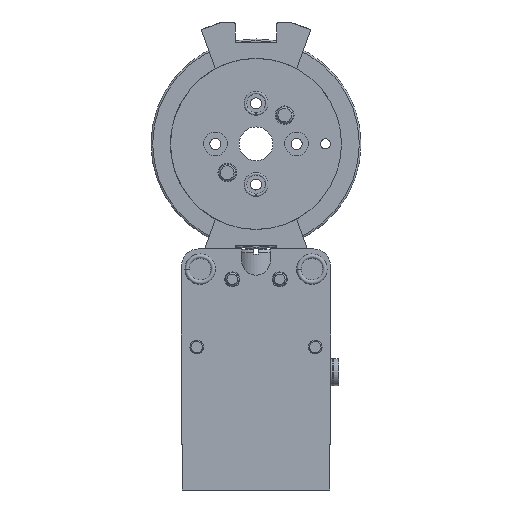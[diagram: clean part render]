
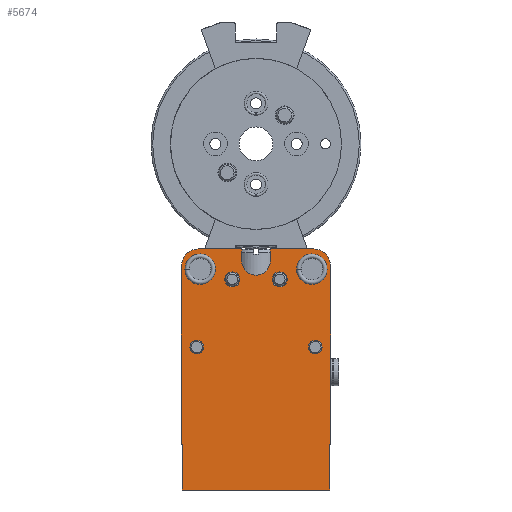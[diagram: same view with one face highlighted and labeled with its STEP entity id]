
A CAD part, front view. The second image highlights one B-rep face of the part: STEP entity #5674.
In plain terms, the highlighted planar face has unit normal (0, -1, 0).
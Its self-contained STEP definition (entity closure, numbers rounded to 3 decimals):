
#251=PLANE('',#6317);
#594=CIRCLE('',#6318,2.);
#595=CIRCLE('',#6319,2.);
#596=CIRCLE('',#6320,4.5);
#597=CIRCLE('',#6321,4.5);
#598=CIRCLE('',#6322,2.2);
#599=CIRCLE('',#6323,2.2);
#600=CIRCLE('',#6324,4.25);
#601=CIRCLE('',#6325,5.);
#602=CIRCLE('',#6326,5.);
#1454=ORIENTED_EDGE('',*,*,#2618,.T.);
#1455=ORIENTED_EDGE('',*,*,#2619,.F.);
#1456=ORIENTED_EDGE('',*,*,#2620,.T.);
#1457=ORIENTED_EDGE('',*,*,#2621,.F.);
#1458=ORIENTED_EDGE('',*,*,#2622,.T.);
#1459=ORIENTED_EDGE('',*,*,#2623,.F.);
#1460=ORIENTED_EDGE('',*,*,#2624,.T.);
#1461=ORIENTED_EDGE('',*,*,#2625,.T.);
#1462=ORIENTED_EDGE('',*,*,#2610,.F.);
#1463=ORIENTED_EDGE('',*,*,#2626,.F.);
#1464=ORIENTED_EDGE('',*,*,#2627,.F.);
#1465=ORIENTED_EDGE('',*,*,#2628,.T.);
#1466=ORIENTED_EDGE('',*,*,#2629,.F.);
#1467=ORIENTED_EDGE('',*,*,#2604,.T.);
#1468=ORIENTED_EDGE('',*,*,#2630,.T.);
#1469=ORIENTED_EDGE('',*,*,#2631,.T.);
#1470=ORIENTED_EDGE('',*,*,#2632,.T.);
#1471=ORIENTED_EDGE('',*,*,#2633,.F.);
#1472=ORIENTED_EDGE('',*,*,#2616,.F.);
#1473=ORIENTED_EDGE('',*,*,#2634,.T.);
#2604=EDGE_CURVE('',#3264,#3263,#3708,.T.);
#2610=EDGE_CURVE('',#3269,#3270,#3710,.T.);
#2616=EDGE_CURVE('',#3275,#3276,#3716,.T.);
#2618=EDGE_CURVE('',#3277,#3277,#594,.T.);
#2619=EDGE_CURVE('',#3278,#3278,#595,.T.);
#2620=EDGE_CURVE('',#3279,#3279,#596,.T.);
#2621=EDGE_CURVE('',#3280,#3280,#597,.T.);
#2622=EDGE_CURVE('',#3281,#3281,#598,.T.);
#2623=EDGE_CURVE('',#3282,#3282,#599,.T.);
#2624=EDGE_CURVE('',#3283,#3284,#600,.T.);
#2625=EDGE_CURVE('',#3284,#3270,#3718,.T.);
#2626=EDGE_CURVE('',#3285,#3269,#601,.T.);
#2627=EDGE_CURVE('',#3286,#3285,#3719,.T.);
#2628=EDGE_CURVE('',#3286,#3287,#3720,.T.);
#2629=EDGE_CURVE('',#3264,#3287,#3721,.T.);
#2630=EDGE_CURVE('',#3263,#3288,#3722,.T.);
#2631=EDGE_CURVE('',#3288,#3289,#3723,.T.);
#2632=EDGE_CURVE('',#3289,#3290,#3724,.T.);
#2633=EDGE_CURVE('',#3276,#3290,#602,.T.);
#2634=EDGE_CURVE('',#3275,#3283,#3725,.T.);
#3263=VERTEX_POINT('',#9441);
#3264=VERTEX_POINT('',#9443);
#3269=VERTEX_POINT('',#9455);
#3270=VERTEX_POINT('',#9456);
#3275=VERTEX_POINT('',#9467);
#3276=VERTEX_POINT('',#9469);
#3277=VERTEX_POINT('',#9473);
#3278=VERTEX_POINT('',#9475);
#3279=VERTEX_POINT('',#9477);
#3280=VERTEX_POINT('',#9479);
#3281=VERTEX_POINT('',#9481);
#3282=VERTEX_POINT('',#9483);
#3283=VERTEX_POINT('',#9485);
#3284=VERTEX_POINT('',#9486);
#3285=VERTEX_POINT('',#9489);
#3286=VERTEX_POINT('',#9491);
#3287=VERTEX_POINT('',#9493);
#3288=VERTEX_POINT('',#9496);
#3289=VERTEX_POINT('',#9498);
#3290=VERTEX_POINT('',#9500);
#3708=LINE('',#9442,#4103);
#3710=LINE('',#9454,#4105);
#3716=LINE('',#9468,#4111);
#3718=LINE('',#9487,#4113);
#3719=LINE('',#9490,#4114);
#3720=LINE('',#9492,#4115);
#3721=LINE('',#9494,#4116);
#3722=LINE('',#9495,#4117);
#3723=LINE('',#9497,#4118);
#3724=LINE('',#9499,#4119);
#3725=LINE('',#9502,#4120);
#4103=VECTOR('',#7521,1000.);
#4105=VECTOR('',#7533,1000.);
#4111=VECTOR('',#7541,1000.);
#4113=VECTOR('',#7559,1000.);
#4114=VECTOR('',#7562,1000.);
#4115=VECTOR('',#7563,1000.);
#4116=VECTOR('',#7564,1000.);
#4117=VECTOR('',#7565,1000.);
#4118=VECTOR('',#7566,1000.);
#4119=VECTOR('',#7567,1000.);
#4120=VECTOR('',#7570,1000.);
#4575=EDGE_LOOP('',(#1454));
#4576=EDGE_LOOP('',(#1455));
#4577=EDGE_LOOP('',(#1456));
#4578=EDGE_LOOP('',(#1457));
#4579=EDGE_LOOP('',(#1458));
#4580=EDGE_LOOP('',(#1459));
#4581=EDGE_LOOP('',(#1460,#1461,#1462,#1463,#1464,#1465,#1466,#1467,#1468,
#1469,#1470,#1471,#1472,#1473));
#5110=FACE_BOUND('',#4575,.T.);
#5111=FACE_BOUND('',#4576,.T.);
#5112=FACE_BOUND('',#4577,.T.);
#5113=FACE_BOUND('',#4578,.T.);
#5114=FACE_BOUND('',#4579,.T.);
#5115=FACE_BOUND('',#4580,.T.);
#5116=FACE_BOUND('',#4581,.T.);
#5674=ADVANCED_FACE('',(#5110,#5111,#5112,#5113,#5114,#5115,#5116),#251,
 .T.);
#6317=AXIS2_PLACEMENT_3D('',#9471,#7543,#7544);
#6318=AXIS2_PLACEMENT_3D('',#9472,#7545,#7546);
#6319=AXIS2_PLACEMENT_3D('',#9474,#7547,#7548);
#6320=AXIS2_PLACEMENT_3D('',#9476,#7549,#7550);
#6321=AXIS2_PLACEMENT_3D('',#9478,#7551,#7552);
#6322=AXIS2_PLACEMENT_3D('',#9480,#7553,#7554);
#6323=AXIS2_PLACEMENT_3D('',#9482,#7555,#7556);
#6324=AXIS2_PLACEMENT_3D('',#9484,#7557,#7558);
#6325=AXIS2_PLACEMENT_3D('',#9488,#7560,#7561);
#6326=AXIS2_PLACEMENT_3D('',#9501,#7568,#7569);
#7521=DIRECTION('',(1.,0.,0.));
#7533=DIRECTION('',(1.,0.,0.));
#7541=DIRECTION('',(1.,0.,0.));
#7543=DIRECTION('',(0.,-1.,0.));
#7544=DIRECTION('',(0.,0.,-1.));
#7545=DIRECTION('',(0.,1.,0.));
#7546=DIRECTION('',(0.,0.,1.));
#7547=DIRECTION('',(0.,-1.,0.));
#7548=DIRECTION('',(0.,0.,-1.));
#7549=DIRECTION('',(0.,1.,0.));
#7550=DIRECTION('',(0.,0.,1.));
#7551=DIRECTION('',(0.,-1.,0.));
#7552=DIRECTION('',(0.,0.,-1.));
#7553=DIRECTION('',(0.,1.,0.));
#7554=DIRECTION('',(0.,0.,1.));
#7555=DIRECTION('',(0.,-1.,0.));
#7556=DIRECTION('',(0.,0.,-1.));
#7557=DIRECTION('',(0.,1.,0.));
#7558=DIRECTION('',(1.,0.,0.));
#7559=DIRECTION('',(0.,0.,1.));
#7560=DIRECTION('',(0.,1.,0.));
#7561=DIRECTION('',(1.,0.,0.));
#7562=DIRECTION('',(0.,0.,1.));
#7563=DIRECTION('',(1.,0.,0.));
#7564=DIRECTION('',(0.,0.,1.));
#7565=DIRECTION('',(0.,0.,1.));
#7566=DIRECTION('',(1.,0.,0.));
#7567=DIRECTION('',(0.,0.,1.));
#7568=DIRECTION('',(0.,1.,0.));
#7569=DIRECTION('',(1.,0.,0.));
#7570=DIRECTION('',(0.,0.,-1.));
#9441=CARTESIAN_POINT('',(21.8,0.,-71.2));
#9442=CARTESIAN_POINT('',(-21.8,0.,-71.2));
#9443=CARTESIAN_POINT('',(-21.8,0.,-71.2));
#9454=CARTESIAN_POINT('',(-22.,0.,0.));
#9455=CARTESIAN_POINT('',(-17.,0.,0.));
#9456=CARTESIAN_POINT('',(-4.25,0.,0.));
#9467=CARTESIAN_POINT('',(4.25,0.,0.));
#9468=CARTESIAN_POINT('',(-22.,0.,0.));
#9469=CARTESIAN_POINT('',(17.,0.,0.));
#9471=CARTESIAN_POINT('',(-22.,0.,-57.7));
#9472=CARTESIAN_POINT('',(-17.5,0.,-29.));
#9473=CARTESIAN_POINT('',(-17.5,0.,-27.));
#9474=CARTESIAN_POINT('',(17.5,0.,-29.));
#9475=CARTESIAN_POINT('',(17.5,0.,-31.));
#9476=CARTESIAN_POINT('',(-16.5,0.,-6.));
#9477=CARTESIAN_POINT('',(-16.5,0.,-1.5));
#9478=CARTESIAN_POINT('',(16.5,0.,-6.));
#9479=CARTESIAN_POINT('',(16.5,0.,-10.5));
#9480=CARTESIAN_POINT('',(-7.,0.,-9.));
#9481=CARTESIAN_POINT('',(-7.,0.,-6.8));
#9482=CARTESIAN_POINT('',(7.,0.,-9.));
#9483=CARTESIAN_POINT('',(7.,0.,-11.2));
#9484=CARTESIAN_POINT('',(0.,0.,-3.5));
#9485=CARTESIAN_POINT('',(4.25,0.,-3.5));
#9486=CARTESIAN_POINT('',(-4.25,0.,-3.5));
#9487=CARTESIAN_POINT('',(-4.25,0.,-3.5));
#9488=CARTESIAN_POINT('',(-17.,0.,-5.));
#9489=CARTESIAN_POINT('',(-22.,0.,-5.));
#9490=CARTESIAN_POINT('',(-22.,0.,-57.7));
#9491=CARTESIAN_POINT('',(-22.,0.,-57.7));
#9492=CARTESIAN_POINT('',(-22.,0.,-57.7));
#9493=CARTESIAN_POINT('',(-21.8,0.,-57.7));
#9494=CARTESIAN_POINT('',(-21.8,0.,-71.2));
#9495=CARTESIAN_POINT('',(21.8,0.,-71.2));
#9496=CARTESIAN_POINT('',(21.8,0.,-57.7));
#9497=CARTESIAN_POINT('',(-22.,0.,-57.7));
#9498=CARTESIAN_POINT('',(22.,0.,-57.7));
#9499=CARTESIAN_POINT('',(22.,0.,-57.7));
#9500=CARTESIAN_POINT('',(22.,0.,-5.));
#9501=CARTESIAN_POINT('',(17.,0.,-5.));
#9502=CARTESIAN_POINT('',(4.25,0.,0.));
